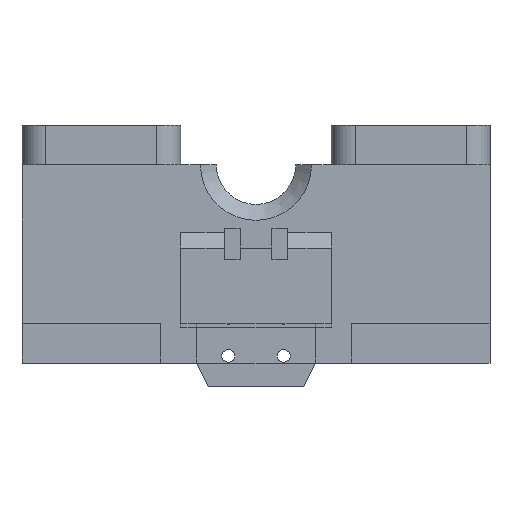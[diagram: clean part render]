
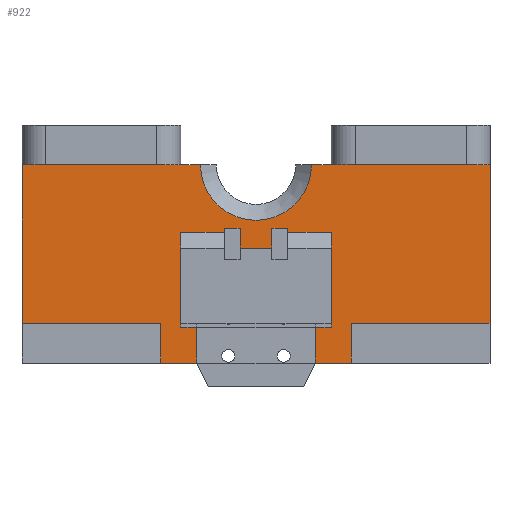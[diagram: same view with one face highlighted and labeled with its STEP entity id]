
A CAD part, front view. The second image highlights one B-rep face of the part: STEP entity #922.
In plain terms, the highlighted planar face has unit normal (0, -1, 0).
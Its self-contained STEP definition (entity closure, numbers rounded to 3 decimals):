
#210 = VERTEX_POINT('',#211);
#211 = CARTESIAN_POINT('',(-7.5,0.,27.));
#227 = VERTEX_POINT('',#228);
#228 = CARTESIAN_POINT('',(-12.,0.,27.));
#234 = EDGE_CURVE('',#210,#227,#235,.T.);
#235 = LINE('',#236,#237);
#236 = CARTESIAN_POINT('',(29.5,0.,27.));
#237 = VECTOR('',#238,1.);
#238 = DIRECTION('',(-1.,0.,0.));
#922 = ADVANCED_FACE('',(#923),#1173,.F.);
#923 = FACE_BOUND('',#924,.F.);
#924 = EDGE_LOOP('',(#925,#935,#944,#952,#960,#968,#976,#984,#992,#1000,
    #1008,#1016,#1024,#1032,#1040,#1048,#1056,#1064,#1072,#1080,#1088,
    #1096,#1104,#1112,#1120,#1128,#1136,#1142,#1143,#1151,#1159,#1167));
#925 = ORIENTED_EDGE('',*,*,#926,.T.);
#926 = EDGE_CURVE('',#927,#929,#931,.T.);
#927 = VERTEX_POINT('',#928);
#928 = CARTESIAN_POINT('',(-9.5,0.,52.));
#929 = VERTEX_POINT('',#930);
#930 = CARTESIAN_POINT('',(-7.,0.,52.));
#931 = LINE('',#932,#933);
#932 = CARTESIAN_POINT('',(-29.5,0.,52.));
#933 = VECTOR('',#934,1.);
#934 = DIRECTION('',(1.,0.,0.));
#935 = ORIENTED_EDGE('',*,*,#936,.T.);
#936 = EDGE_CURVE('',#929,#937,#939,.T.);
#937 = VERTEX_POINT('',#938);
#938 = CARTESIAN_POINT('',(7.,0.,52.));
#939 = CIRCLE('',#940,7.);
#940 = AXIS2_PLACEMENT_3D('',#941,#942,#943);
#941 = CARTESIAN_POINT('',(0.,0.,52.));
#942 = DIRECTION('',(-0.,-1.,-0.));
#943 = DIRECTION('',(-1.,0.,0.));
#944 = ORIENTED_EDGE('',*,*,#945,.T.);
#945 = EDGE_CURVE('',#937,#946,#948,.T.);
#946 = VERTEX_POINT('',#947);
#947 = CARTESIAN_POINT('',(9.5,0.,52.));
#948 = LINE('',#949,#950);
#949 = CARTESIAN_POINT('',(5.,0.,52.));
#950 = VECTOR('',#951,1.);
#951 = DIRECTION('',(1.,0.,0.));
#952 = ORIENTED_EDGE('',*,*,#953,.T.);
#953 = EDGE_CURVE('',#946,#954,#956,.T.);
#954 = VERTEX_POINT('',#955);
#955 = CARTESIAN_POINT('',(29.5,0.,52.));
#956 = LINE('',#957,#958);
#957 = CARTESIAN_POINT('',(5.,0.,52.));
#958 = VECTOR('',#959,1.);
#959 = DIRECTION('',(1.,0.,0.));
#960 = ORIENTED_EDGE('',*,*,#961,.T.);
#961 = EDGE_CURVE('',#954,#962,#964,.T.);
#962 = VERTEX_POINT('',#963);
#963 = CARTESIAN_POINT('',(29.5,0.,32.));
#964 = LINE('',#965,#966);
#965 = CARTESIAN_POINT('',(29.5,0.,52.));
#966 = VECTOR('',#967,1.);
#967 = DIRECTION('',(0.,0.,-1.));
#968 = ORIENTED_EDGE('',*,*,#969,.F.);
#969 = EDGE_CURVE('',#970,#962,#972,.T.);
#970 = VERTEX_POINT('',#971);
#971 = CARTESIAN_POINT('',(12.,0.,32.));
#972 = LINE('',#973,#974);
#973 = CARTESIAN_POINT('',(12.,0.,32.));
#974 = VECTOR('',#975,1.);
#975 = DIRECTION('',(1.,0.,0.));
#976 = ORIENTED_EDGE('',*,*,#977,.F.);
#977 = EDGE_CURVE('',#978,#970,#980,.T.);
#978 = VERTEX_POINT('',#979);
#979 = CARTESIAN_POINT('',(12.,0.,27.));
#980 = LINE('',#981,#982);
#981 = CARTESIAN_POINT('',(12.,0.,27.));
#982 = VECTOR('',#983,1.);
#983 = DIRECTION('',(0.,0.,1.));
#984 = ORIENTED_EDGE('',*,*,#985,.T.);
#985 = EDGE_CURVE('',#978,#986,#988,.T.);
#986 = VERTEX_POINT('',#987);
#987 = CARTESIAN_POINT('',(7.5,0.,27.));
#988 = LINE('',#989,#990);
#989 = CARTESIAN_POINT('',(29.5,0.,27.));
#990 = VECTOR('',#991,1.);
#991 = DIRECTION('',(-1.,0.,0.));
#992 = ORIENTED_EDGE('',*,*,#993,.T.);
#993 = EDGE_CURVE('',#986,#994,#996,.T.);
#994 = VERTEX_POINT('',#995);
#995 = CARTESIAN_POINT('',(7.5,0.,31.5));
#996 = LINE('',#997,#998);
#997 = CARTESIAN_POINT('',(7.5,0.,27.));
#998 = VECTOR('',#999,1.);
#999 = DIRECTION('',(0.,0.,1.));
#1000 = ORIENTED_EDGE('',*,*,#1001,.T.);
#1001 = EDGE_CURVE('',#994,#1002,#1004,.T.);
#1002 = VERTEX_POINT('',#1003);
#1003 = CARTESIAN_POINT('',(9.5,0.,31.5));
#1004 = LINE('',#1005,#1006);
#1005 = CARTESIAN_POINT('',(-9.5,0.,31.5));
#1006 = VECTOR('',#1007,1.);
#1007 = DIRECTION('',(1.,0.,0.));
#1008 = ORIENTED_EDGE('',*,*,#1009,.F.);
#1009 = EDGE_CURVE('',#1010,#1002,#1012,.T.);
#1010 = VERTEX_POINT('',#1011);
#1011 = CARTESIAN_POINT('',(9.5,0.,32.));
#1012 = LINE('',#1013,#1014);
#1013 = CARTESIAN_POINT('',(9.5,0.,41.5));
#1014 = VECTOR('',#1015,1.);
#1015 = DIRECTION('',(0.,0.,-1.));
#1016 = ORIENTED_EDGE('',*,*,#1017,.T.);
#1017 = EDGE_CURVE('',#1010,#1018,#1020,.T.);
#1018 = VERTEX_POINT('',#1019);
#1019 = CARTESIAN_POINT('',(9.5,0.,41.5));
#1020 = LINE('',#1021,#1022);
#1021 = CARTESIAN_POINT('',(9.5,0.,32.));
#1022 = VECTOR('',#1023,1.);
#1023 = DIRECTION('',(0.,0.,1.));
#1024 = ORIENTED_EDGE('',*,*,#1025,.T.);
#1025 = EDGE_CURVE('',#1018,#1026,#1028,.T.);
#1026 = VERTEX_POINT('',#1027);
#1027 = CARTESIAN_POINT('',(9.5,0.,43.5));
#1028 = LINE('',#1029,#1030);
#1029 = CARTESIAN_POINT('',(9.5,0.,35.776));
#1030 = VECTOR('',#1031,1.);
#1031 = DIRECTION('',(0.,0.,1.));
#1032 = ORIENTED_EDGE('',*,*,#1033,.F.);
#1033 = EDGE_CURVE('',#1034,#1026,#1036,.T.);
#1034 = VERTEX_POINT('',#1035);
#1035 = CARTESIAN_POINT('',(4.,0.,43.5));
#1036 = LINE('',#1037,#1038);
#1037 = CARTESIAN_POINT('',(4.,0.,43.5));
#1038 = VECTOR('',#1039,1.);
#1039 = DIRECTION('',(1.,0.,0.));
#1040 = ORIENTED_EDGE('',*,*,#1041,.F.);
#1041 = EDGE_CURVE('',#1042,#1034,#1044,.T.);
#1042 = VERTEX_POINT('',#1043);
#1043 = CARTESIAN_POINT('',(4.,0.,44.));
#1044 = LINE('',#1045,#1046);
#1045 = CARTESIAN_POINT('',(4.,0.,44.));
#1046 = VECTOR('',#1047,1.);
#1047 = DIRECTION('',(0.,0.,-1.));
#1048 = ORIENTED_EDGE('',*,*,#1049,.F.);
#1049 = EDGE_CURVE('',#1050,#1042,#1052,.T.);
#1050 = VERTEX_POINT('',#1051);
#1051 = CARTESIAN_POINT('',(2.,0.,44.));
#1052 = LINE('',#1053,#1054);
#1053 = CARTESIAN_POINT('',(2.,0.,44.));
#1054 = VECTOR('',#1055,1.);
#1055 = DIRECTION('',(1.,0.,0.));
#1056 = ORIENTED_EDGE('',*,*,#1057,.F.);
#1057 = EDGE_CURVE('',#1058,#1050,#1060,.T.);
#1058 = VERTEX_POINT('',#1059);
#1059 = CARTESIAN_POINT('',(2.,0.,41.5));
#1060 = LINE('',#1061,#1062);
#1061 = CARTESIAN_POINT('',(2.,0.,40.));
#1062 = VECTOR('',#1063,1.);
#1063 = DIRECTION('',(0.,0.,1.));
#1064 = ORIENTED_EDGE('',*,*,#1065,.F.);
#1065 = EDGE_CURVE('',#1066,#1058,#1068,.T.);
#1066 = VERTEX_POINT('',#1067);
#1067 = CARTESIAN_POINT('',(-2.,0.,41.5));
#1068 = LINE('',#1069,#1070);
#1069 = CARTESIAN_POINT('',(-9.5,0.,41.5));
#1070 = VECTOR('',#1071,1.);
#1071 = DIRECTION('',(1.,0.,0.));
#1072 = ORIENTED_EDGE('',*,*,#1073,.F.);
#1073 = EDGE_CURVE('',#1074,#1066,#1076,.T.);
#1074 = VERTEX_POINT('',#1075);
#1075 = CARTESIAN_POINT('',(-2.,0.,44.));
#1076 = LINE('',#1077,#1078);
#1077 = CARTESIAN_POINT('',(-2.,0.,44.));
#1078 = VECTOR('',#1079,1.);
#1079 = DIRECTION('',(0.,0.,-1.));
#1080 = ORIENTED_EDGE('',*,*,#1081,.F.);
#1081 = EDGE_CURVE('',#1082,#1074,#1084,.T.);
#1082 = VERTEX_POINT('',#1083);
#1083 = CARTESIAN_POINT('',(-4.,0.,44.));
#1084 = LINE('',#1085,#1086);
#1085 = CARTESIAN_POINT('',(-4.,0.,44.));
#1086 = VECTOR('',#1087,1.);
#1087 = DIRECTION('',(1.,0.,0.));
#1088 = ORIENTED_EDGE('',*,*,#1089,.F.);
#1089 = EDGE_CURVE('',#1090,#1082,#1092,.T.);
#1090 = VERTEX_POINT('',#1091);
#1091 = CARTESIAN_POINT('',(-4.,0.,43.5));
#1092 = LINE('',#1093,#1094);
#1093 = CARTESIAN_POINT('',(-4.,0.,40.));
#1094 = VECTOR('',#1095,1.);
#1095 = DIRECTION('',(0.,0.,1.));
#1096 = ORIENTED_EDGE('',*,*,#1097,.F.);
#1097 = EDGE_CURVE('',#1098,#1090,#1100,.T.);
#1098 = VERTEX_POINT('',#1099);
#1099 = CARTESIAN_POINT('',(-9.5,0.,43.5));
#1100 = LINE('',#1101,#1102);
#1101 = CARTESIAN_POINT('',(-9.5,0.,43.5));
#1102 = VECTOR('',#1103,1.);
#1103 = DIRECTION('',(1.,0.,0.));
#1104 = ORIENTED_EDGE('',*,*,#1105,.F.);
#1105 = EDGE_CURVE('',#1106,#1098,#1108,.T.);
#1106 = VERTEX_POINT('',#1107);
#1107 = CARTESIAN_POINT('',(-9.5,0.,41.5));
#1108 = LINE('',#1109,#1110);
#1109 = CARTESIAN_POINT('',(-9.5,0.,35.776));
#1110 = VECTOR('',#1111,1.);
#1111 = DIRECTION('',(0.,0.,1.));
#1112 = ORIENTED_EDGE('',*,*,#1113,.F.);
#1113 = EDGE_CURVE('',#1114,#1106,#1116,.T.);
#1114 = VERTEX_POINT('',#1115);
#1115 = CARTESIAN_POINT('',(-9.5,0.,32.));
#1116 = LINE('',#1117,#1118);
#1117 = CARTESIAN_POINT('',(-9.5,0.,32.));
#1118 = VECTOR('',#1119,1.);
#1119 = DIRECTION('',(0.,0.,1.));
#1120 = ORIENTED_EDGE('',*,*,#1121,.T.);
#1121 = EDGE_CURVE('',#1114,#1122,#1124,.T.);
#1122 = VERTEX_POINT('',#1123);
#1123 = CARTESIAN_POINT('',(-9.5,0.,31.5));
#1124 = LINE('',#1125,#1126);
#1125 = CARTESIAN_POINT('',(-9.5,0.,41.5));
#1126 = VECTOR('',#1127,1.);
#1127 = DIRECTION('',(0.,0.,-1.));
#1128 = ORIENTED_EDGE('',*,*,#1129,.T.);
#1129 = EDGE_CURVE('',#1122,#1130,#1132,.T.);
#1130 = VERTEX_POINT('',#1131);
#1131 = CARTESIAN_POINT('',(-7.5,0.,31.5));
#1132 = LINE('',#1133,#1134);
#1133 = CARTESIAN_POINT('',(-9.5,0.,31.5));
#1134 = VECTOR('',#1135,1.);
#1135 = DIRECTION('',(1.,0.,0.));
#1136 = ORIENTED_EDGE('',*,*,#1137,.T.);
#1137 = EDGE_CURVE('',#1130,#210,#1138,.T.);
#1138 = LINE('',#1139,#1140);
#1139 = CARTESIAN_POINT('',(-7.5,0.,35.));
#1140 = VECTOR('',#1141,1.);
#1141 = DIRECTION('',(0.,0.,-1.));
#1142 = ORIENTED_EDGE('',*,*,#234,.T.);
#1143 = ORIENTED_EDGE('',*,*,#1144,.T.);
#1144 = EDGE_CURVE('',#227,#1145,#1147,.T.);
#1145 = VERTEX_POINT('',#1146);
#1146 = CARTESIAN_POINT('',(-12.,0.,32.));
#1147 = LINE('',#1148,#1149);
#1148 = CARTESIAN_POINT('',(-12.,0.,27.));
#1149 = VECTOR('',#1150,1.);
#1150 = DIRECTION('',(0.,0.,1.));
#1151 = ORIENTED_EDGE('',*,*,#1152,.T.);
#1152 = EDGE_CURVE('',#1145,#1153,#1155,.T.);
#1153 = VERTEX_POINT('',#1154);
#1154 = CARTESIAN_POINT('',(-29.5,0.,32.));
#1155 = LINE('',#1156,#1157);
#1156 = CARTESIAN_POINT('',(-12.,0.,32.));
#1157 = VECTOR('',#1158,1.);
#1158 = DIRECTION('',(-1.,0.,0.));
#1159 = ORIENTED_EDGE('',*,*,#1160,.T.);
#1160 = EDGE_CURVE('',#1153,#1161,#1163,.T.);
#1161 = VERTEX_POINT('',#1162);
#1162 = CARTESIAN_POINT('',(-29.5,0.,52.));
#1163 = LINE('',#1164,#1165);
#1164 = CARTESIAN_POINT('',(-29.5,0.,27.));
#1165 = VECTOR('',#1166,1.);
#1166 = DIRECTION('',(0.,0.,1.));
#1167 = ORIENTED_EDGE('',*,*,#1168,.T.);
#1168 = EDGE_CURVE('',#1161,#927,#1169,.T.);
#1169 = LINE('',#1170,#1171);
#1170 = CARTESIAN_POINT('',(-29.5,0.,52.));
#1171 = VECTOR('',#1172,1.);
#1172 = DIRECTION('',(1.,0.,0.));
#1173 = PLANE('',#1174);
#1174 = AXIS2_PLACEMENT_3D('',#1175,#1176,#1177);
#1175 = CARTESIAN_POINT('',(0.,0.,39.551));
#1176 = DIRECTION('',(0.,1.,0.));
#1177 = DIRECTION('',(0.,0.,1.));
